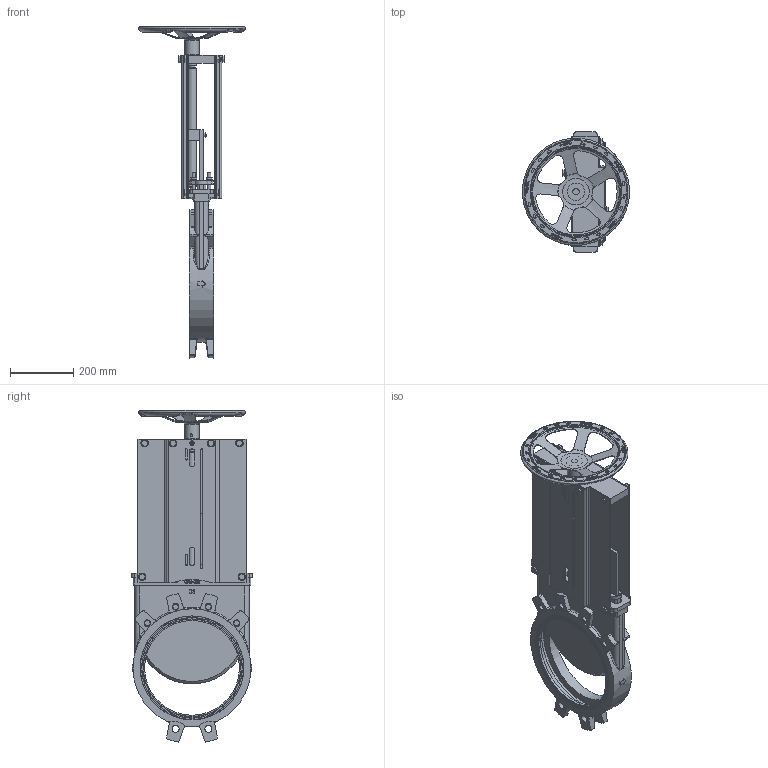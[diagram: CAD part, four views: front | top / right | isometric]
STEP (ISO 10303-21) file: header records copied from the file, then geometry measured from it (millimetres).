
FILE_DESCRIPTION(/* description */ (''),/* implementation_level */ '2;1');
FILE_NAME(/* name */ 'WGM25N-DN300_125268.step',/* time_stamp */ '2025-06-27T14:25:47+02:00',/* author */ (''),/* organization */ (''),/* preprocessor_version */ 'ST-DEVELOPER v20.1',/* originating_system */ 'Autodesk Translation Framework v14.10.0.0',/* authorisation */ '');
FILE_SCHEMA (('AUTOMOTIVE_DESIGN { 1 0 10303 214 3 1 1 }'));
Products named in the file (23): WGM25N-DN300_125268; WGS-BO-GG-SOF-300-K; SCH0162-04-01-B; WGS-ST-MW-300; WGS-SN-200-300; WGS-KN-xxx-300; local.DIN.126.13.8; local.DIN.180.90.8; WGS-GL-GG-300; WGS-PL-MW-CS-300; SCH0280-03-01-B; local.DIN.162.220.8; local.DIN.126.14.8; WGS-BR-CS-B-300; WGS-BR-CS-F-300; WGS-MW-350; local.DIN.19.219.8; local.DIN.19.238.8; local.DIN.126.15.8; local.DIN.76.54.8; local.DIN.19.175.8; local.DIN.19.217.8; local.DIN.162.250.8
Assembly tree (53 placements, depth 2):
  WGM25N-DN300_125268
    WGS-BO-GG-SOF-300-K
    SCH0162-04-01-B
    WGS-ST-MW-300
    WGS-SN-200-300
    WGS-KN-xxx-300
    local.DIN.126.13.8  x2
    local.DIN.180.90.8  x2
    WGS-GL-GG-300
    WGS-PL-MW-CS-300
    SCH0280-03-01-B
    local.DIN.162.220.8  x4
    local.DIN.126.14.8  x4
    WGS-BR-CS-B-300
    WGS-BR-CS-F-300
    WGS-MW-350
    local.DIN.19.219.8  x4
    local.DIN.19.238.8  x2
    local.DIN.162.250.8  x12
    local.DIN.126.15.8  x2
    local.DIN.76.54.8  x4
    local.DIN.19.175.8  x2
    local.DIN.19.217.8  x4
Bounding box: 338.89 x 382 x 1051.3 mm (x, y, z)
Volume: 9135441 mm3; surface area: 2083342.3 mm2
Topology: 53 solids, 53 shells, 1883 faces, 4709 edges, 3057 vertices
Faces by surface type: plane 935, cylinder 478, cone 214, bspline 206, torus 46, sphere 4
Full cylindrical faces by diameter (mm): 4.917 x1, 6.647 x2, 7.323 x2, 8 x2, 8.25 x4, 8.376 x4, 8.5 x2, 10 x4, 10.106 x16, 10.5 x4, 11.053 x10, 11.4 x2, 11.6 x2, 12 x10, 12.5 x12, 13 x12, 14 x3, 15 x1, 16.2 x2, 17.2 x10, 17.294 x8, 20 x8, 21 x1, 22 x4, 24 x12, 28 x3, 32 x1, 45 x1, 300 x2, 308 x2
Entity records: 55639 total; most frequent: CARTESIAN_POINT 17487, ORIENTED_EDGE 8080, DIRECTION 7203, EDGE_CURVE 4040, VERTEX_POINT 2654, AXIS2_PLACEMENT_3D 2437, LINE 2329, VECTOR 2329
